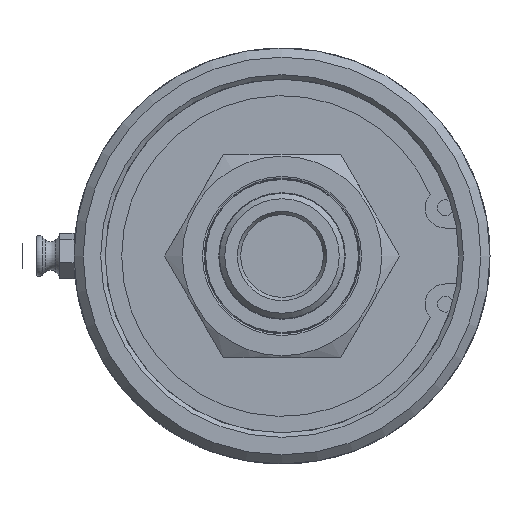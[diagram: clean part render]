
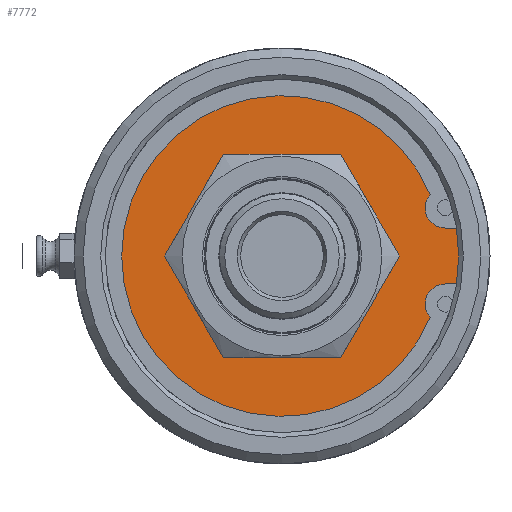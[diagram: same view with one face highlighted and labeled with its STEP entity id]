
A CAD part, left-side view. The second image highlights one B-rep face of the part: STEP entity #7772.
In plain terms, the highlighted planar face has unit normal (-1, 0, 0).
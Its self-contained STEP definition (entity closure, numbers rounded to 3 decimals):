
#106=FACE_BOUND('',#2657,.T.);
#682=LINE('',#20154,#1072);
#687=LINE('',#20168,#1077);
#1072=VECTOR('',#9342,10.);
#1077=VECTOR('',#9349,10.);
#2183=FACE_OUTER_BOUND('',#2656,.T.);
#2656=EDGE_LOOP('',(#6833,#6834,#6835,#6836,#6837,#6838));
#2657=EDGE_LOOP('',(#6839,#6840));
#2927=CIRCLE('',#8198,3.556);
#2929=CIRCLE('',#8201,28.142);
#2931=CIRCLE('',#8204,3.556);
#2938=CIRCLE('',#8216,33.45);
#2939=CIRCLE('',#8219,17.5);
#2940=CIRCLE('',#8220,17.5);
#3658=VERTEX_POINT('',#20151);
#3659=VERTEX_POINT('',#20153);
#3663=VERTEX_POINT('',#20165);
#3664=VERTEX_POINT('',#20167);
#3665=VERTEX_POINT('',#20171);
#3667=VERTEX_POINT('',#20177);
#3670=VERTEX_POINT('',#20199);
#3671=VERTEX_POINT('',#20200);
#4736=EDGE_CURVE('',#3659,#3658,#682,.T.);
#4742=EDGE_CURVE('',#3664,#3663,#687,.T.);
#4744=EDGE_CURVE('',#3663,#3665,#2927,.T.);
#4747=EDGE_CURVE('',#3665,#3667,#2929,.T.);
#4750=EDGE_CURVE('',#3667,#3659,#2931,.T.);
#4757=EDGE_CURVE('',#3658,#3664,#2938,.T.);
#4758=EDGE_CURVE('',#3670,#3671,#2939,.T.);
#4759=EDGE_CURVE('',#3671,#3670,#2940,.T.);
#6833=ORIENTED_EDGE('',*,*,#4742,.T.);
#6834=ORIENTED_EDGE('',*,*,#4744,.T.);
#6835=ORIENTED_EDGE('',*,*,#4747,.T.);
#6836=ORIENTED_EDGE('',*,*,#4750,.T.);
#6837=ORIENTED_EDGE('',*,*,#4736,.T.);
#6838=ORIENTED_EDGE('',*,*,#4757,.T.);
#6839=ORIENTED_EDGE('',*,*,#4758,.T.);
#6840=ORIENTED_EDGE('',*,*,#4759,.T.);
#7403=PLANE('',#8218);
#7772=ADVANCED_FACE('',(#2183,#106),#7403,.F.);
#8198=AXIS2_PLACEMENT_3D('',#20172,#9353,#9354);
#8201=AXIS2_PLACEMENT_3D('',#20178,#9360,#9361);
#8204=AXIS2_PLACEMENT_3D('',#20183,#9367,#9368);
#8216=AXIS2_PLACEMENT_3D('',#20196,#9391,#9392);
#8218=AXIS2_PLACEMENT_3D('',#20198,#9395,#9396);
#8219=AXIS2_PLACEMENT_3D('',#20201,#9397,#9398);
#8220=AXIS2_PLACEMENT_3D('',#20202,#9399,#9400);
#9342=DIRECTION('',(0.,-1.,0.));
#9349=DIRECTION('',(0.,1.,0.));
#9353=DIRECTION('center_axis',(1.,0.,0.));
#9354=DIRECTION('ref_axis',(0.,0.754,0.657));
#9360=DIRECTION('center_axis',(-1.,0.,0.));
#9361=DIRECTION('ref_axis',(0.,0.924,-0.384));
#9367=DIRECTION('center_axis',(1.,0.,0.));
#9368=DIRECTION('ref_axis',(0.,0.,1.));
#9391=DIRECTION('center_axis',(-1.,0.,0.));
#9392=DIRECTION('ref_axis',(0.,1.,0.));
#9395=DIRECTION('center_axis',(1.,0.,0.));
#9396=DIRECTION('ref_axis',(0.,0.,-1.));
#9397=DIRECTION('center_axis',(1.,0.,0.));
#9398=DIRECTION('ref_axis',(0.,0.,-1.));
#9399=DIRECTION('center_axis',(1.,0.,0.));
#9400=DIRECTION('ref_axis',(0.,0.,-1.));
#20151=CARTESIAN_POINT('',(6.08,-33.089,-4.902));
#20153=CARTESIAN_POINT('',(6.08,-28.672,-4.902));
#20154=CARTESIAN_POINT('',(6.08,-8.182,-4.902));
#20165=CARTESIAN_POINT('',(6.08,-28.672,4.902));
#20167=CARTESIAN_POINT('',(6.08,-33.089,4.902));
#20168=CARTESIAN_POINT('',(6.08,-5.974,4.902));
#20171=CARTESIAN_POINT('',(6.08,-25.99,10.793));
#20172=CARTESIAN_POINT('Origin',(6.08,-28.672,8.458));
#20177=CARTESIAN_POINT('',(6.08,-25.99,-10.793));
#20178=CARTESIAN_POINT('Origin',(6.08,0.,0.));
#20183=CARTESIAN_POINT('Origin',(6.08,-28.672,-8.458));
#20196=CARTESIAN_POINT('Origin',(6.08,0.,0.));
#20198=CARTESIAN_POINT('Origin',(6.08,16.725,0.));
#20199=CARTESIAN_POINT('',(6.08,0.,-17.5));
#20200=CARTESIAN_POINT('',(6.08,0.,17.5));
#20201=CARTESIAN_POINT('Origin',(6.08,0.,0.));
#20202=CARTESIAN_POINT('Origin',(6.08,0.,0.));
